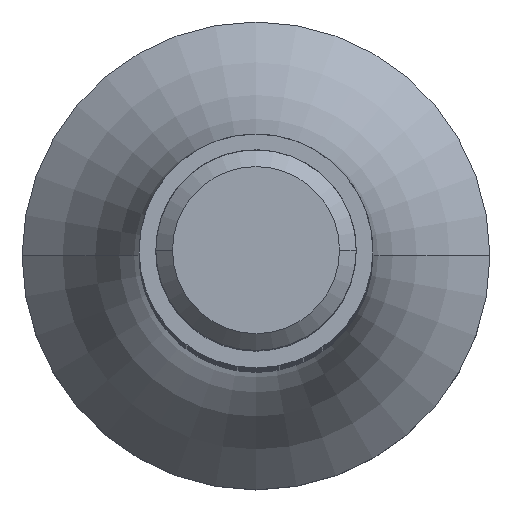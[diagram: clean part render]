
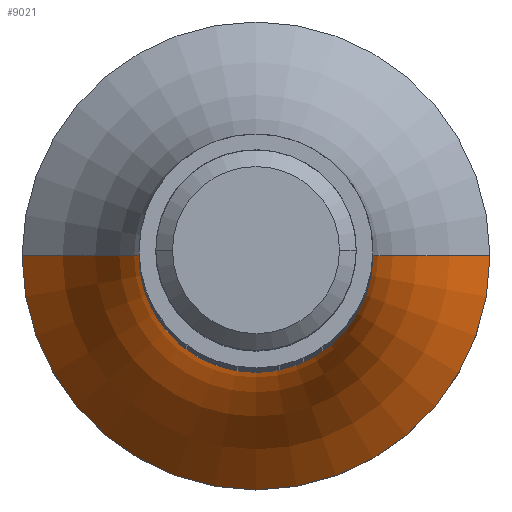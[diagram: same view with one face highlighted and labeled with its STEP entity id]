
A CAD part, top view. The second image highlights one B-rep face of the part: STEP entity #9021.
In plain terms, the highlighted toroidal (fillet/blend) face has major radius 13.5 mm and minor radius 10 mm.
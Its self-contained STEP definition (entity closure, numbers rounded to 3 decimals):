
#150 = VERTEX_POINT ( 'NONE', #3461 ) ;
#253 = VERTEX_POINT ( 'NONE', #10463 ) ;
#410 = CARTESIAN_POINT ( 'NONE',  ( -7., 0., -28.5 ) ) ;
#1483 = VERTEX_POINT ( 'NONE', #410 ) ;
#1752 = EDGE_CURVE ( 'NONE', #1483, #150, #9140, .T. ) ;
#2493 = AXIS2_PLACEMENT_3D ( 'NONE', #7637, #3376, #10531 ) ;
#2785 = VERTEX_POINT ( 'NONE', #10825 ) ;
#2799 = DIRECTION ( 'NONE',  ( -1., 0., 0. ) ) ;
#3085 = ORIENTED_EDGE ( 'NONE', *, *, #1752, .F. ) ;
#3376 = DIRECTION ( 'NONE',  ( 0., 0., 1. ) ) ;
#3461 = CARTESIAN_POINT ( 'NONE',  ( -3.5, 0., -20.901 ) ) ;
#3472 = ORIENTED_EDGE ( 'NONE', *, *, #10924, .T. ) ;
#3636 = DIRECTION ( 'NONE',  ( 0., 0., -1. ) ) ;
#4674 = CIRCLE ( 'NONE', #6449, 3.5 ) ;
#5049 = DIRECTION ( 'NONE',  ( -1., 0., 0. ) ) ;
#5232 = DIRECTION ( 'NONE',  ( 0., 0., 1. ) ) ;
#5359 = FACE_OUTER_BOUND ( 'NONE', #14034, .T. ) ;
#5362 = ORIENTED_EDGE ( 'NONE', *, *, #8476, .F. ) ;
#5407 = DIRECTION ( 'NONE',  ( -1., 0., 0. ) ) ;
#6282 = CARTESIAN_POINT ( 'NONE',  ( -13.5, 0., -20.901 ) ) ;
#6449 = AXIS2_PLACEMENT_3D ( 'NONE', #9750, #5232, #2799 ) ;
#6754 = DIRECTION ( 'NONE',  ( 0., 1., 0. ) ) ;
#7637 = CARTESIAN_POINT ( 'NONE',  ( 0., 0., -28.5 ) ) ;
#7812 = CARTESIAN_POINT ( 'NONE',  ( 13.5, 0., -20.901 ) ) ;
#8476 = EDGE_CURVE ( 'NONE', #150, #2785, #4674, .T. ) ;
#8573 = DIRECTION ( 'NONE',  ( 0., -1., 0. ) ) ;
#8929 = TOROIDAL_SURFACE ( 'NONE', #9736, 13.5, 10. ) ;
#9021 = ADVANCED_FACE ( 'NONE', ( #5359 ), #8929, .F. ) ;
#9140 = CIRCLE ( 'NONE', #10164, 10. ) ;
#9499 = CARTESIAN_POINT ( 'NONE',  ( 0., 0., -20.901 ) ) ;
#9736 = AXIS2_PLACEMENT_3D ( 'NONE', #9499, #3636, #5049 ) ;
#9750 = CARTESIAN_POINT ( 'NONE',  ( 0., 0., -20.901 ) ) ;
#10072 = AXIS2_PLACEMENT_3D ( 'NONE', #7812, #6754, #5407 ) ;
#10082 = ORIENTED_EDGE ( 'NONE', *, *, #12942, .T. ) ;
#10164 = AXIS2_PLACEMENT_3D ( 'NONE', #6282, #8573, #13393 ) ;
#10463 = CARTESIAN_POINT ( 'NONE',  ( 7., 0., -28.5 ) ) ;
#10531 = DIRECTION ( 'NONE',  ( 1., 0., 0. ) ) ;
#10825 = CARTESIAN_POINT ( 'NONE',  ( 3.5, 0., -20.901 ) ) ;
#10924 = EDGE_CURVE ( 'NONE', #1483, #253, #12178, .T. ) ;
#11231 = CIRCLE ( 'NONE', #10072, 10. ) ;
#12178 = CIRCLE ( 'NONE', #2493, 7. ) ;
#12942 = EDGE_CURVE ( 'NONE', #253, #2785, #11231, .T. ) ;
#13393 = DIRECTION ( 'NONE',  ( 0., 0., -1. ) ) ;
#14034 = EDGE_LOOP ( 'NONE', ( #3472, #10082, #5362, #3085 ) ) ;
